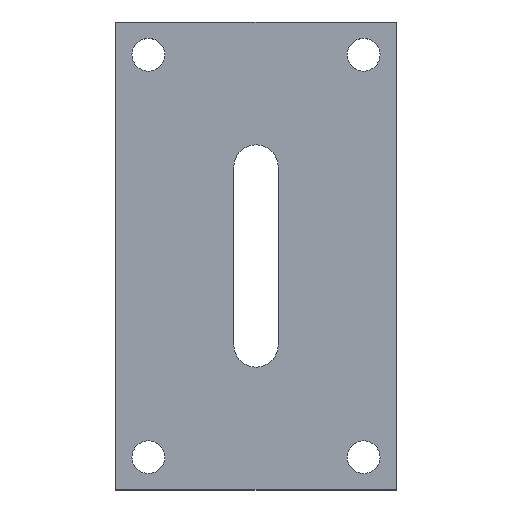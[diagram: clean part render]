
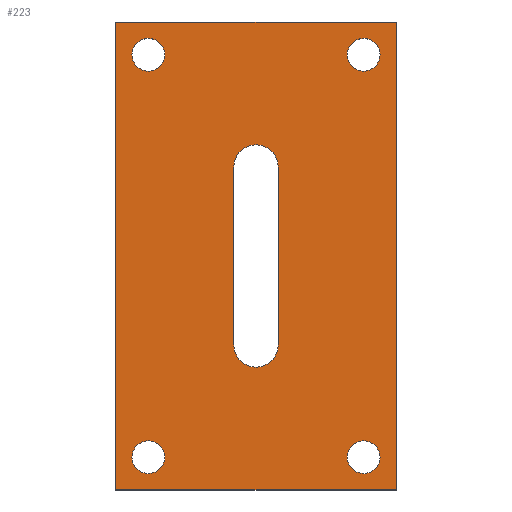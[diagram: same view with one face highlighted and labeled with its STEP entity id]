
A CAD part, top view. The second image highlights one B-rep face of the part: STEP entity #223.
In plain terms, the highlighted planar face has unit normal (0, 0, 1).
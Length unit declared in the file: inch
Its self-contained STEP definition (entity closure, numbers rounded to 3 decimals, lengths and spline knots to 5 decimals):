
#1 = CARTESIAN_POINT ( 'NONE',  ( -182.74868, -173.33071, 0.032 ) ) ;
#7 = DIRECTION ( 'NONE',  ( 1., 0., 0. ) ) ;
#13 = AXIS2_PLACEMENT_3D ( 'NONE', #67, #587, #17 ) ;
#16 = ORIENTED_EDGE ( 'NONE', *, *, #304, .T. ) ;
#17 = DIRECTION ( 'NONE',  ( 1., 0., 0. ) ) ;
#27 = VECTOR ( 'NONE', #374, 39.37008 ) ;
#28 = EDGE_LOOP ( 'NONE', ( #245, #502 ) ) ;
#30 = DIRECTION ( 'NONE',  ( 1., 0., 0. ) ) ;
#36 = AXIS2_PLACEMENT_3D ( 'NONE', #145, #91, #578 ) ;
#41 = DIRECTION ( 'NONE',  ( 1., 0., 0. ) ) ;
#47 = EDGE_CURVE ( 'NONE', #369, #114, #53, .T. ) ;
#53 = CIRCLE ( 'NONE', #619, 0.0689 ) ;
#56 = VECTOR ( 'NONE', #267, 39.37008 ) ;
#58 = CARTESIAN_POINT ( 'NONE',  ( -181.84317, -171.6378, 0.032 ) ) ;
#59 = EDGE_LOOP ( 'NONE', ( #195, #365 ) ) ;
#60 = EDGE_CURVE ( 'NONE', #588, #603, #116, .T. ) ;
#65 = VECTOR ( 'NONE', #546, 39.37008 ) ;
#67 = CARTESIAN_POINT ( 'NONE',  ( -181.84317, -173.33071, 0.032 ) ) ;
#69 = CARTESIAN_POINT ( 'NONE',  ( -182.88648, -171.50001, 0.032 ) ) ;
#72 = ORIENTED_EDGE ( 'NONE', *, *, #390, .T. ) ;
#75 = FACE_BOUND ( 'NONE', #393, .T. ) ;
#82 = DIRECTION ( 'NONE',  ( 0., 0., 1. ) ) ;
#84 = DIRECTION ( 'NONE',  ( 1., 0., 0. ) ) ;
#87 = CARTESIAN_POINT ( 'NONE',  ( -182.88648, -173.46851, 0.032 ) ) ;
#88 = FACE_BOUND ( 'NONE', #299, .T. ) ;
#90 = CARTESIAN_POINT ( 'NONE',  ( -182.88648, -171.50001, 0.032 ) ) ;
#91 = DIRECTION ( 'NONE',  ( 0., 0., -1. ) ) ;
#92 = ORIENTED_EDGE ( 'NONE', *, *, #295, .T. ) ;
#93 = CARTESIAN_POINT ( 'NONE',  ( -182.67979, -173.33071, 0.032 ) ) ;
#98 = DIRECTION ( 'NONE',  ( 1., 0., 0. ) ) ;
#99 = VERTEX_POINT ( 'NONE', #261 ) ;
#101 = VERTEX_POINT ( 'NONE', #565 ) ;
#102 = LINE ( 'NONE', #425, #330 ) ;
#103 = ORIENTED_EDGE ( 'NONE', *, *, #408, .T. ) ;
#107 = AXIS2_PLACEMENT_3D ( 'NONE', #504, #82, #467 ) ;
#114 = VERTEX_POINT ( 'NONE', #610 ) ;
#116 = LINE ( 'NONE', #69, #65 ) ;
#123 = PLANE ( 'NONE',  #107 ) ;
#124 = EDGE_LOOP ( 'NONE', ( #103, #339 ) ) ;
#129 = FACE_BOUND ( 'NONE', #124, .T. ) ;
#130 = EDGE_CURVE ( 'NONE', #384, #141, #568, .T. ) ;
#136 = DIRECTION ( 'NONE',  ( 1., 0., 0. ) ) ;
#141 = VERTEX_POINT ( 'NONE', #424 ) ;
#145 = CARTESIAN_POINT ( 'NONE',  ( -182.29593, -172.85856, 0.032 ) ) ;
#146 = EDGE_LOOP ( 'NONE', ( #152, #480, #618, #149 ) ) ;
#147 = VERTEX_POINT ( 'NONE', #553 ) ;
#149 = ORIENTED_EDGE ( 'NONE', *, *, #481, .T. ) ;
#152 = ORIENTED_EDGE ( 'NONE', *, *, #602, .T. ) ;
#154 = CARTESIAN_POINT ( 'NONE',  ( -181.70538, -171.50001, 0.032 ) ) ;
#173 = EDGE_CURVE ( 'NONE', #99, #147, #206, .T. ) ;
#179 = CARTESIAN_POINT ( 'NONE',  ( -181.84317, -171.6378, 0.032 ) ) ;
#183 = DIRECTION ( 'NONE',  ( 0., 0., -1. ) ) ;
#184 = DIRECTION ( 'NONE',  ( 0., 0., -1. ) ) ;
#185 = EDGE_CURVE ( 'NONE', #114, #369, #524, .T. ) ;
#195 = ORIENTED_EDGE ( 'NONE', *, *, #430, .T. ) ;
#197 = VERTEX_POINT ( 'NONE', #470 ) ;
#205 = VERTEX_POINT ( 'NONE', #511 ) ;
#206 = CIRCLE ( 'NONE', #444, 0.09338 ) ;
#207 = AXIS2_PLACEMENT_3D ( 'NONE', #1, #377, #98 ) ;
#210 = DIRECTION ( 'NONE',  ( 1., 0., 0. ) ) ;
#216 = LINE ( 'NONE', #87, #56 ) ;
#223 = ADVANCED_FACE ( 'NONE', ( #88, #563, #129, #416, #75, #461 ), #123, .T. ) ;
#224 = VERTEX_POINT ( 'NONE', #368 ) ;
#228 = CARTESIAN_POINT ( 'NONE',  ( -182.20255, -172.85856, 0.032 ) ) ;
#230 = LINE ( 'NONE', #380, #399 ) ;
#232 = CARTESIAN_POINT ( 'NONE',  ( -182.74868, -171.6378, 0.032 ) ) ;
#245 = ORIENTED_EDGE ( 'NONE', *, *, #47, .T. ) ;
#248 = CIRCLE ( 'NONE', #207, 0.0689 ) ;
#255 = EDGE_CURVE ( 'NONE', #596, #270, #248, .T. ) ;
#261 = CARTESIAN_POINT ( 'NONE',  ( -182.38931, -172.10995, 0.032 ) ) ;
#267 = DIRECTION ( 'NONE',  ( 0., -1., 0. ) ) ;
#270 = VERTEX_POINT ( 'NONE', #93 ) ;
#273 = CARTESIAN_POINT ( 'NONE',  ( -181.70538, -171.50001, 0.032 ) ) ;
#280 = DIRECTION ( 'NONE',  ( 0., 1., 0. ) ) ;
#285 = CARTESIAN_POINT ( 'NONE',  ( -182.38931, -172.85856, 0.032 ) ) ;
#291 = VERTEX_POINT ( 'NONE', #285 ) ;
#295 = EDGE_CURVE ( 'NONE', #478, #291, #307, .T. ) ;
#299 = EDGE_LOOP ( 'NONE', ( #529, #409, #92, #16 ) ) ;
#302 = CARTESIAN_POINT ( 'NONE',  ( -182.74868, -173.33071, 0.032 ) ) ;
#304 = EDGE_CURVE ( 'NONE', #291, #99, #102, .T. ) ;
#307 = CIRCLE ( 'NONE', #36, 0.09338 ) ;
#309 = AXIS2_PLACEMENT_3D ( 'NONE', #58, #440, #7 ) ;
#310 = DIRECTION ( 'NONE',  ( 1., 0., 0. ) ) ;
#318 = CARTESIAN_POINT ( 'NONE',  ( -182.29593, -172.10995, 0.032 ) ) ;
#329 = AXIS2_PLACEMENT_3D ( 'NONE', #232, #184, #136 ) ;
#330 = VECTOR ( 'NONE', #280, 39.37008 ) ;
#339 = ORIENTED_EDGE ( 'NONE', *, *, #586, .T. ) ;
#346 = EDGE_CURVE ( 'NONE', #197, #588, #394, .T. ) ;
#356 = DIRECTION ( 'NONE',  ( 0., 1., 0. ) ) ;
#365 = ORIENTED_EDGE ( 'NONE', *, *, #255, .T. ) ;
#368 = CARTESIAN_POINT ( 'NONE',  ( -182.88648, -173.46851, 0.032 ) ) ;
#369 = VERTEX_POINT ( 'NONE', #535 ) ;
#372 = AXIS2_PLACEMENT_3D ( 'NONE', #179, #457, #30 ) ;
#374 = DIRECTION ( 'NONE',  ( 0., -1., 0. ) ) ;
#376 = DIRECTION ( 'NONE',  ( 1., 0., 0. ) ) ;
#377 = DIRECTION ( 'NONE',  ( 0., 0., -1. ) ) ;
#380 = CARTESIAN_POINT ( 'NONE',  ( -181.70538, -173.46851, 0.032 ) ) ;
#384 = VERTEX_POINT ( 'NONE', #392 ) ;
#390 = EDGE_CURVE ( 'NONE', #141, #384, #398, .T. ) ;
#392 = CARTESIAN_POINT ( 'NONE',  ( -181.77427, -171.6378, 0.032 ) ) ;
#393 = EDGE_LOOP ( 'NONE', ( #523, #72 ) ) ;
#394 = LINE ( 'NONE', #154, #487 ) ;
#398 = CIRCLE ( 'NONE', #309, 0.0689 ) ;
#399 = VECTOR ( 'NONE', #41, 39.37008 ) ;
#408 = EDGE_CURVE ( 'NONE', #101, #205, #527, .T. ) ;
#409 = ORIENTED_EDGE ( 'NONE', *, *, #575, .T. ) ;
#411 = DIRECTION ( 'NONE',  ( 0., 0., -1. ) ) ;
#416 = FACE_BOUND ( 'NONE', #28, .T. ) ;
#424 = CARTESIAN_POINT ( 'NONE',  ( -181.91207, -171.6378, 0.032 ) ) ;
#425 = CARTESIAN_POINT ( 'NONE',  ( -182.38931, -172.10995, 0.032 ) ) ;
#430 = EDGE_CURVE ( 'NONE', #270, #596, #620, .T. ) ;
#440 = DIRECTION ( 'NONE',  ( 0., 0., -1. ) ) ;
#444 = AXIS2_PLACEMENT_3D ( 'NONE', #318, #183, #376 ) ;
#457 = DIRECTION ( 'NONE',  ( 0., 0., -1. ) ) ;
#461 = FACE_OUTER_BOUND ( 'NONE', #146, .T. ) ;
#464 = LINE ( 'NONE', #228, #27 ) ;
#466 = CARTESIAN_POINT ( 'NONE',  ( -182.81758, -173.33071, 0.032 ) ) ;
#467 = DIRECTION ( 'NONE',  ( 1., 0., 0. ) ) ;
#470 = CARTESIAN_POINT ( 'NONE',  ( -181.70538, -173.46851, 0.032 ) ) ;
#478 = VERTEX_POINT ( 'NONE', #558 ) ;
#480 = ORIENTED_EDGE ( 'NONE', *, *, #346, .T. ) ;
#481 = EDGE_CURVE ( 'NONE', #603, #224, #216, .T. ) ;
#487 = VECTOR ( 'NONE', #356, 39.37008 ) ;
#492 = DIRECTION ( 'NONE',  ( 0., 0., -1. ) ) ;
#498 = DIRECTION ( 'NONE',  ( 0., 0., -1. ) ) ;
#502 = ORIENTED_EDGE ( 'NONE', *, *, #185, .T. ) ;
#504 = CARTESIAN_POINT ( 'NONE',  ( -182.29593, -172.48426, 0.032 ) ) ;
#511 = CARTESIAN_POINT ( 'NONE',  ( -181.91207, -173.33071, 0.032 ) ) ;
#516 = AXIS2_PLACEMENT_3D ( 'NONE', #302, #492, #310 ) ;
#523 = ORIENTED_EDGE ( 'NONE', *, *, #130, .T. ) ;
#524 = CIRCLE ( 'NONE', #329, 0.0689 ) ;
#527 = CIRCLE ( 'NONE', #13, 0.0689 ) ;
#528 = AXIS2_PLACEMENT_3D ( 'NONE', #609, #411, #84 ) ;
#529 = ORIENTED_EDGE ( 'NONE', *, *, #173, .T. ) ;
#535 = CARTESIAN_POINT ( 'NONE',  ( -182.67979, -171.6378, 0.032 ) ) ;
#537 = CARTESIAN_POINT ( 'NONE',  ( -182.74868, -171.6378, 0.032 ) ) ;
#546 = DIRECTION ( 'NONE',  ( -1., 0., 0. ) ) ;
#553 = CARTESIAN_POINT ( 'NONE',  ( -182.20255, -172.10995, 0.032 ) ) ;
#558 = CARTESIAN_POINT ( 'NONE',  ( -182.20255, -172.85856, 0.032 ) ) ;
#563 = FACE_BOUND ( 'NONE', #59, .T. ) ;
#565 = CARTESIAN_POINT ( 'NONE',  ( -181.77427, -173.33071, 0.032 ) ) ;
#568 = CIRCLE ( 'NONE', #372, 0.0689 ) ;
#575 = EDGE_CURVE ( 'NONE', #147, #478, #464, .T. ) ;
#578 = DIRECTION ( 'NONE',  ( -1., 0., 0. ) ) ;
#586 = EDGE_CURVE ( 'NONE', #205, #101, #591, .T. ) ;
#587 = DIRECTION ( 'NONE',  ( 0., 0., -1. ) ) ;
#588 = VERTEX_POINT ( 'NONE', #273 ) ;
#591 = CIRCLE ( 'NONE', #528, 0.0689 ) ;
#596 = VERTEX_POINT ( 'NONE', #466 ) ;
#602 = EDGE_CURVE ( 'NONE', #224, #197, #230, .T. ) ;
#603 = VERTEX_POINT ( 'NONE', #90 ) ;
#609 = CARTESIAN_POINT ( 'NONE',  ( -181.84317, -173.33071, 0.032 ) ) ;
#610 = CARTESIAN_POINT ( 'NONE',  ( -182.81758, -171.6378, 0.032 ) ) ;
#618 = ORIENTED_EDGE ( 'NONE', *, *, #60, .T. ) ;
#619 = AXIS2_PLACEMENT_3D ( 'NONE', #537, #498, #210 ) ;
#620 = CIRCLE ( 'NONE', #516, 0.0689 ) ;
